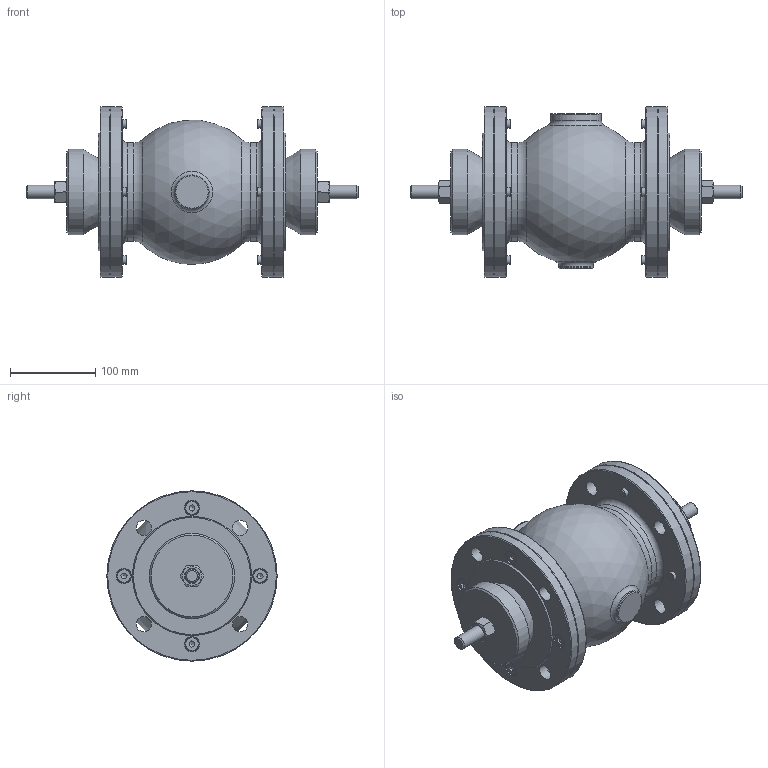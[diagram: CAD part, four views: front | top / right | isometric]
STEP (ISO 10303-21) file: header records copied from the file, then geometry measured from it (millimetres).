
FILE_DESCRIPTION( ( 'STEP AP214' ), '1' );
FILE_NAME( ' ', ' ', ( ' ' ), ( ' ' ), 'PSStep 13.0', 'VISI 18.0', ' ' );
FILE_SCHEMA( ( 'AUTOMOTIVE_DESIGN { 1 0 10303 214 1 1 1 1 }' ) );
Length unit declared in the file: millimetre
Products named in the file (18): Stuetzrohr DN 80; Druckstueck DN 80; Gehaeuse QV-120-080-xx; Klemmflansch QV-120-080-xx; QM-080-xx; DIN7984 M10x25 Zylinderschraube; Gewindestange M16 QV-120-080-xx; DIN934 M16 Sechskantmutter QV-120-080-xx
Bounding box: 390 x 200 x 200 mm (x, y, z)
Volume: 3919677.6 mm3; surface area: 698307.3 mm2
Topology: 18 solids, 18 shells, 323 faces, 773 edges, 511 vertices
Faces by surface type: plane 121, cylinder 85, cone 83, torus 32, sphere 2
Full cylindrical faces by diameter (mm): 8.5 x8, 10 x8, 11 x8, 11.45 x1, 16 x11, 16.5 x3, 18 x25, 40 x1, 60 x1, 73 x1, 78 x2, 80 x1, 100 x4, 102 x2, 105 x1, 116 x2, 138 x2, 200 x4
Entity records: 11146 total; most frequent: CARTESIAN_POINT 2011, DIRECTION 1344, ORIENTED_EDGE 962, EDGE_LOOP 634, AXIS2_PLACEMENT_3D 618, EDGE_CURVE 481, FACE_OUTER_BOUND 442, VERTEX_POINT 429
